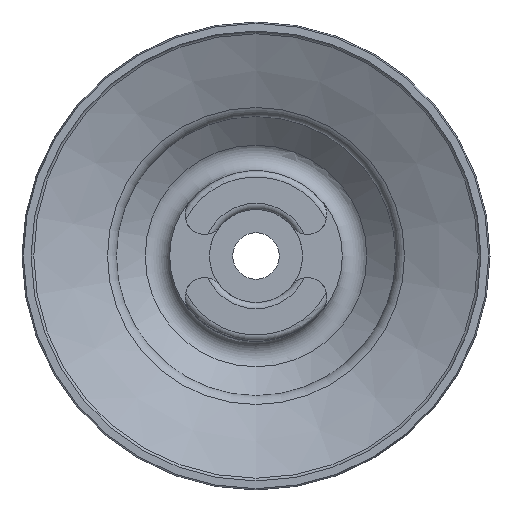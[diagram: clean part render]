
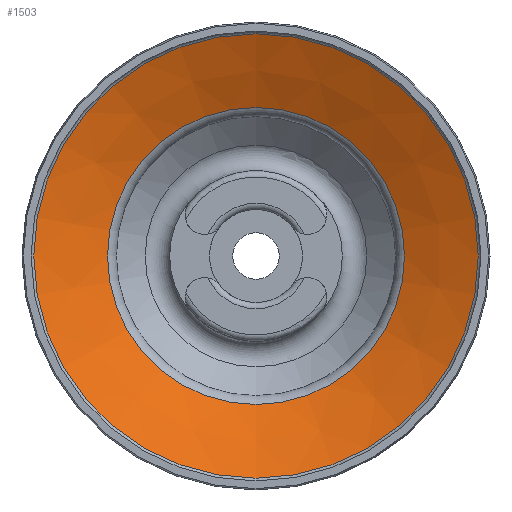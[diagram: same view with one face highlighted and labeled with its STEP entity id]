
A CAD part, front view. The second image highlights one B-rep face of the part: STEP entity #1503.
In plain terms, the highlighted conical face has half-angle 65 degrees and reference radius 14.327 mm.
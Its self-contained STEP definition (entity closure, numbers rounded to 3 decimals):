
#29=CONICAL_SURFACE('',#1626,14.327,1.134);
#237=ORIENTED_EDGE('',*,*,#476,.F.);
#238=ORIENTED_EDGE('',*,*,#475,.T.);
#475=EDGE_CURVE('',#593,#593,#673,.T.);
#476=EDGE_CURVE('',#594,#594,#674,.T.);
#593=VERTEX_POINT('',#2228);
#594=VERTEX_POINT('',#2231);
#673=CIRCLE('',#1625,14.327);
#674=CIRCLE('',#1627,9.577);
#745=EDGE_LOOP('',(#237));
#746=EDGE_LOOP('',(#238));
#857=FACE_BOUND('',#745,.T.);
#858=FACE_BOUND('',#746,.T.);
#1503=ADVANCED_FACE('',(#857,#858),#29,.F.);
#1625=AXIS2_PLACEMENT_3D('',#2227,#1852,#1853);
#1626=AXIS2_PLACEMENT_3D('',#2229,#1854,#1855);
#1627=AXIS2_PLACEMENT_3D('',#2230,#1856,#1857);
#1852=DIRECTION('',(0.,-1.,0.));
#1853=DIRECTION('',(0.,0.,-1.));
#1854=DIRECTION('',(0.,-1.,0.));
#1855=DIRECTION('',(0.,0.,-1.));
#1856=DIRECTION('',(0.,-1.,0.));
#1857=DIRECTION('',(0.,0.,-1.));
#2227=CARTESIAN_POINT('',(0.,0.579,0.));
#2228=CARTESIAN_POINT('',(0.,0.579,-14.327));
#2229=CARTESIAN_POINT('',(0.,0.579,0.));
#2230=CARTESIAN_POINT('',(0.,2.794,0.));
#2231=CARTESIAN_POINT('',(0.,2.794,-9.577));
